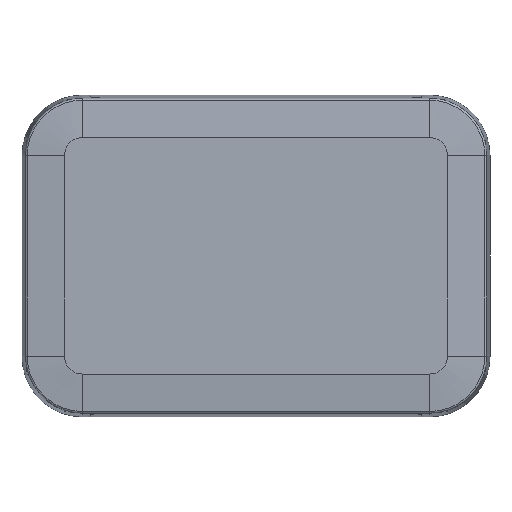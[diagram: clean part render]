
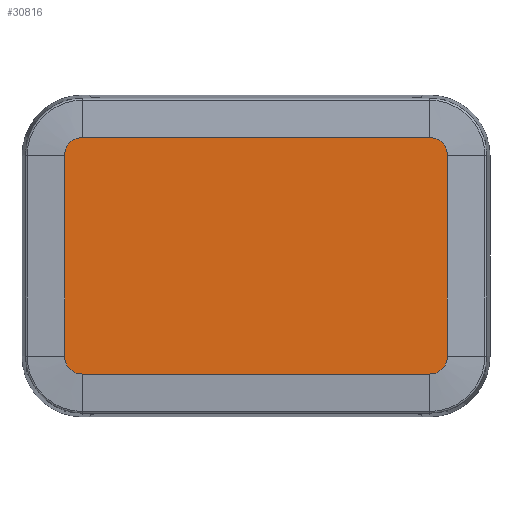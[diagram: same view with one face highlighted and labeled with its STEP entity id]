
A CAD part, top view. The second image highlights one B-rep face of the part: STEP entity #30816.
In plain terms, the highlighted planar face has unit normal (0, 0, 1).
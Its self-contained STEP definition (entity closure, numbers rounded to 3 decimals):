
#30043=CARTESIAN_POINT('',(-98.149,51.5,53.));
#30044=VERTEX_POINT('',#30043);
#30051=CARTESIAN_POINT('',(-89.,60.649,53.));
#30052=VERTEX_POINT('',#30051);
#30053=CARTESIAN_POINT('',(-89.,51.5,53.));
#30054=DIRECTION('',(0.0,0.0,-1.0));
#30055=DIRECTION('',(0.0,1.0,0.0));
#30056=AXIS2_PLACEMENT_3D('',#30053,#30054,#30055);
#30057=CIRCLE('',#30056,9.149);
#30058=EDGE_CURVE('',#30044,#30052,#30057,.T.);
#30150=CARTESIAN_POINT('',(89.,60.649,53.));
#30151=VERTEX_POINT('',#30150);
#30158=CARTESIAN_POINT('',(98.149,51.5,53.));
#30159=VERTEX_POINT('',#30158);
#30160=CARTESIAN_POINT('',(89.,51.5,53.));
#30161=DIRECTION('',(0.0,0.0,-1.0));
#30162=DIRECTION('',(1.0,0.0,0.0));
#30163=AXIS2_PLACEMENT_3D('',#30160,#30161,#30162);
#30164=CIRCLE('',#30163,9.149);
#30165=EDGE_CURVE('',#30151,#30159,#30164,.T.);
#30233=CARTESIAN_POINT('',(98.149,-51.5,53.));
#30234=VERTEX_POINT('',#30233);
#30241=CARTESIAN_POINT('',(89.,-60.649,53.));
#30242=VERTEX_POINT('',#30241);
#30243=CARTESIAN_POINT('',(89.,-51.5,53.));
#30244=DIRECTION('',(0.0,0.0,-1.0));
#30245=DIRECTION('',(0.0,-1.0,0.0));
#30246=AXIS2_PLACEMENT_3D('',#30243,#30244,#30245);
#30247=CIRCLE('',#30246,9.149);
#30248=EDGE_CURVE('',#30234,#30242,#30247,.T.);
#30317=CARTESIAN_POINT('',(-89.,-60.649,53.));
#30318=VERTEX_POINT('',#30317);
#30325=CARTESIAN_POINT('',(-98.149,-51.5,53.));
#30326=VERTEX_POINT('',#30325);
#30327=CARTESIAN_POINT('',(-89.0,-51.5,53.));
#30328=DIRECTION('',(0.0,0.0,-1.0));
#30329=DIRECTION('',(-1.0,0.0,0.0));
#30330=AXIS2_PLACEMENT_3D('',#30327,#30328,#30329);
#30331=CIRCLE('',#30330,9.149);
#30332=EDGE_CURVE('',#30318,#30326,#30331,.T.);
#30781=CARTESIAN_POINT('',(0.,0.,53.));
#30782=DIRECTION('',(0.0,0.0,1.0));
#30783=DIRECTION('',(1.0,0.0,0.0));
#30784=AXIS2_PLACEMENT_3D('',#30781,#30782,#30783);
#30785=PLANE('',#30784);
#30786=CARTESIAN_POINT('',(98.149,51.5,53.));
#30787=DIRECTION('',(0.0,-1.0,0.0));
#30788=VECTOR('',#30787,103.0);
#30789=LINE('',#30786,#30788);
#30790=EDGE_CURVE('',#30159,#30234,#30789,.T.);
#30791=ORIENTED_EDGE('',*,*,#30790,.F.);
#30792=ORIENTED_EDGE('',*,*,#30165,.F.);
#30793=CARTESIAN_POINT('',(-89.,60.649,53.));
#30794=DIRECTION('',(1.0,0.0,0.0));
#30795=VECTOR('',#30794,178.);
#30796=LINE('',#30793,#30795);
#30797=EDGE_CURVE('',#30052,#30151,#30796,.T.);
#30798=ORIENTED_EDGE('',*,*,#30797,.F.);
#30799=ORIENTED_EDGE('',*,*,#30058,.F.);
#30800=CARTESIAN_POINT('',(-98.149,-51.5,53.));
#30801=DIRECTION('',(0.0,1.0,0.0));
#30802=VECTOR('',#30801,103.);
#30803=LINE('',#30800,#30802);
#30804=EDGE_CURVE('',#30326,#30044,#30803,.T.);
#30805=ORIENTED_EDGE('',*,*,#30804,.F.);
#30806=ORIENTED_EDGE('',*,*,#30332,.F.);
#30807=CARTESIAN_POINT('',(89.,-60.649,53.));
#30808=DIRECTION('',(-1.0,0.0,0.0));
#30809=VECTOR('',#30808,178.);
#30810=LINE('',#30807,#30809);
#30811=EDGE_CURVE('',#30242,#30318,#30810,.T.);
#30812=ORIENTED_EDGE('',*,*,#30811,.F.);
#30813=ORIENTED_EDGE('',*,*,#30248,.F.);
#30814=EDGE_LOOP('',(#30791,#30792,#30798,#30799,#30805,#30806,#30812,#30813));
#30815=FACE_OUTER_BOUND('',#30814,.T.);
#30816=ADVANCED_FACE('',(#30815),#30785,.T.);
